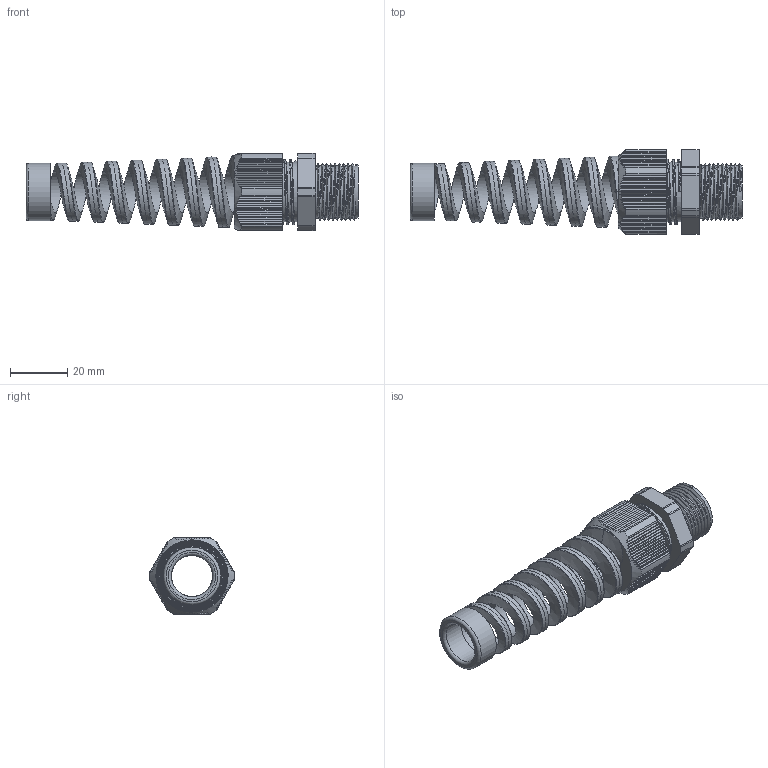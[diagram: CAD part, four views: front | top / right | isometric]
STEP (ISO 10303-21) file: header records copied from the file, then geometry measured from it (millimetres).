
FILE_DESCRIPTION(/* description */ ('Euro-Top mit BS M20x1,5, KB: 10-14'),/* implementation_level */ '2;1');
FILE_NAME(/* name */ '11380522-RST.stp',/* time_stamp */ '2016-06-24T12:07:17+02:00',/* author */ ('SL'),/* organization */ (''),/* preprocessor_version */ 'ST-DEVELOPER v15.2',/* originating_system */ 'Autodesk Inventor 2014',/* authorisation */ '');
FILE_SCHEMA (('AUTOMOTIVE_DESIGN { 1 0 10303 214 3 1 1 }'));
Length unit declared in the file: millimetre
Products named in the file (7): Euro-Top-BS-10-BT-0002-11380522; Euro-Top-BS-10-BT-0001-11380522; Euro-Top-BS-10-BT-0004-11380522; Euro-Top-BS-10-BT-0005-11380522; Euro-Top-BS-10-BG-0001-11380522-BS; Euro-Top-BS-10-BT-0003-11380522; Euro-Top-BS-10-BG-0002-11380522
Assembly tree (6 placements, depth 3):
  Euro-Top-BS-10-BG-0002-11380522
    Euro-Top-BS-10-BT-0002-11380522
    Euro-Top-BS-10-BG-0001-11380522-BS
      Euro-Top-BS-10-BT-0001-11380522
      Euro-Top-BS-10-BT-0004-11380522
      Euro-Top-BS-10-BT-0005-11380522
    Euro-Top-BS-10-BT-0003-11380522
Bounding box: 116 x 29.51 x 27.07 mm (x, y, z)
Volume: 20357 mm3; surface area: 21091.3 mm2
Topology: 5 solids, 5 shells, 470 faces, 1333 edges, 878 vertices
Faces by surface type: plane 272, cylinder 125, bspline 47, torus 23, cone 3
Full cylindrical faces by diameter (mm): 14.3 x1, 14.5 x1, 14.62 x1, 17.3 x1, 17.65 x1, 18.478 x10, 20.1 x1, 20.32 x1, 20.81 x6, 23.52 x5
Entity records: 40641 total; most frequent: CARTESIAN_POINT 29628, ORIENTED_EDGE 2498, DIRECTION 2036, EDGE_CURVE 1249, VERTEX_POINT 833, AXIS2_PLACEMENT_3D 708, LINE 620, VECTOR 620
